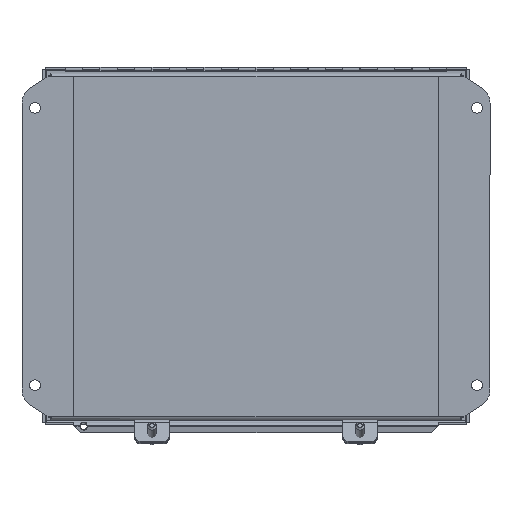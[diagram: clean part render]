
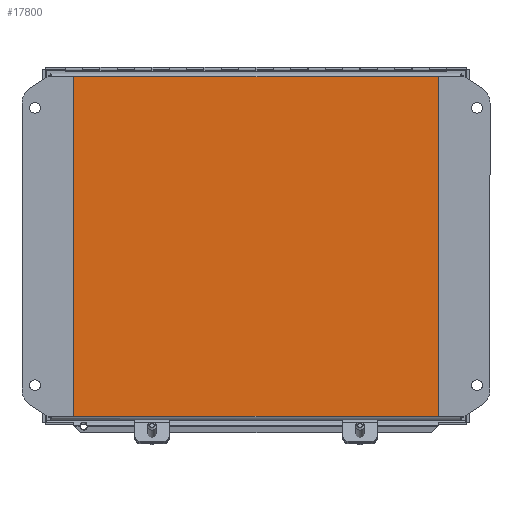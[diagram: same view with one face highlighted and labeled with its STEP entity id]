
A CAD part, left-side view. The second image highlights one B-rep face of the part: STEP entity #17800.
In plain terms, the highlighted face is planar.
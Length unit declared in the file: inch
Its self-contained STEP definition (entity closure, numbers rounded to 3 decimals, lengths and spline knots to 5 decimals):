
#250 = LINE ( 'NONE', #7871, #29015 ) ;
#255 = EDGE_CURVE ( 'NONE', #34917, #23016, #28137, .T. ) ;
#269 = DIRECTION ( 'NONE',  ( -1., 0., 0. ) ) ;
#4917 = ORIENTED_EDGE ( 'NONE', *, *, #37512, .F. ) ;
#6256 = VECTOR ( 'NONE', #269, 39.37008 ) ;
#6572 = CARTESIAN_POINT ( 'NONE',  ( -4.892, 0., -5.892 ) ) ;
#7871 = CARTESIAN_POINT ( 'NONE',  ( -5., 0., -5.892 ) ) ;
#9854 = CARTESIAN_POINT ( 'NONE',  ( -4.892, 0., -6. ) ) ;
#11167 = DIRECTION ( 'NONE',  ( 1., 0., 0. ) ) ;
#12607 = CARTESIAN_POINT ( 'NONE',  ( 4.892, 0., 5.892 ) ) ;
#12821 = DIRECTION ( 'NONE',  ( 0., 0., -1. ) ) ;
#15121 = ORIENTED_EDGE ( 'NONE', *, *, #34942, .F. ) ;
#15966 = CARTESIAN_POINT ( 'NONE',  ( -5., 0., -6. ) ) ;
#17626 = LINE ( 'NONE', #27012, #19620 ) ;
#17800 = ADVANCED_FACE ( 'NONE', ( #24011 ), #22138, .F. ) ;
#19620 = VECTOR ( 'NONE', #36674, 39.37008 ) ;
#22138 = PLANE ( 'NONE',  #35145 ) ;
#22271 = DIRECTION ( 'NONE',  ( 0., -1., 0. ) ) ;
#22582 = VECTOR ( 'NONE', #28774, 39.37008 ) ;
#23016 = VERTEX_POINT ( 'NONE', #25134 ) ;
#24011 = FACE_OUTER_BOUND ( 'NONE', #40963, .T. ) ;
#24200 = VERTEX_POINT ( 'NONE', #35143 ) ;
#25134 = CARTESIAN_POINT ( 'NONE',  ( -4.892, 0., 5.892 ) ) ;
#26272 = EDGE_CURVE ( 'NONE', #33177, #24200, #250, .T. ) ;
#27012 = CARTESIAN_POINT ( 'NONE',  ( 4.892, 0., -6. ) ) ;
#28137 = LINE ( 'NONE', #38236, #6256 ) ;
#28774 = DIRECTION ( 'NONE',  ( 0., 0., -1. ) ) ;
#29015 = VECTOR ( 'NONE', #11167, 39.37008 ) ;
#29566 = LINE ( 'NONE', #9854, #22582 ) ;
#33177 = VERTEX_POINT ( 'NONE', #6572 ) ;
#34917 = VERTEX_POINT ( 'NONE', #12607 ) ;
#34942 = EDGE_CURVE ( 'NONE', #23016, #33177, #29566, .T. ) ;
#35143 = CARTESIAN_POINT ( 'NONE',  ( 4.892, 0., -5.892 ) ) ;
#35145 = AXIS2_PLACEMENT_3D ( 'NONE', #15966, #22271, #12821 ) ;
#36674 = DIRECTION ( 'NONE',  ( 0., 0., 1. ) ) ;
#37512 = EDGE_CURVE ( 'NONE', #24200, #34917, #17626, .T. ) ;
#37644 = ORIENTED_EDGE ( 'NONE', *, *, #255, .F. ) ;
#38236 = CARTESIAN_POINT ( 'NONE',  ( -5., 0., 5.892 ) ) ;
#39939 = ORIENTED_EDGE ( 'NONE', *, *, #26272, .F. ) ;
#40963 = EDGE_LOOP ( 'NONE', ( #39939, #15121, #37644, #4917 ) ) ;
